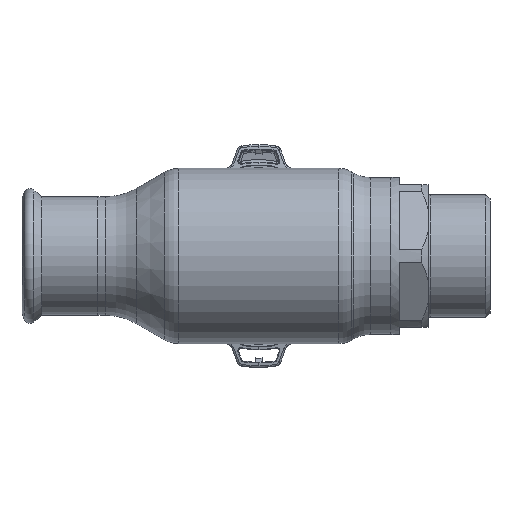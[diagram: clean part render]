
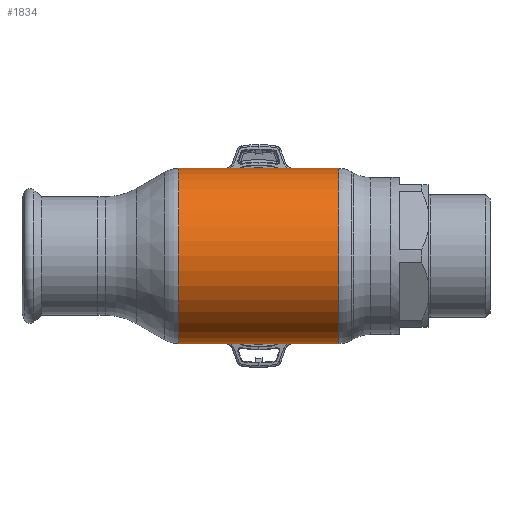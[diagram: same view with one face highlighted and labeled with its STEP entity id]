
A CAD part, front view. The second image highlights one B-rep face of the part: STEP entity #1834.
In plain terms, the highlighted cylindrical face has radius 42.5 mm (diameter 85 mm), a partial arc.
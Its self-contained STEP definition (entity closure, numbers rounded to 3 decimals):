
#20 = LINE ( 'NONE', #12960, #23182 ) ;
#1112 = AXIS2_PLACEMENT_3D ( 'NONE', #32364, #14164, #6525 ) ;
#1430 = CARTESIAN_POINT ( 'NONE',  ( -38.749, 0., -42.5 ) ) ;
#1631 = FACE_OUTER_BOUND ( 'NONE', #24302, .T. ) ;
#1834 = ADVANCED_FACE ( 'NONE', ( #1631 ), #14363, .T. ) ;
#3359 = VERTEX_POINT ( 'NONE', #16512 ) ;
#3727 = AXIS2_PLACEMENT_3D ( 'NONE', #12846, #9930, #10612 ) ;
#3845 = EDGE_CURVE ( 'NONE', #30594, #3359, #14209, .T. ) ;
#3905 = ORIENTED_EDGE ( 'NONE', *, *, #13926, .T. ) ;
#5378 = VERTEX_POINT ( 'NONE', #10094 ) ;
#6096 = LINE ( 'NONE', #13745, #18736 ) ;
#6525 = DIRECTION ( 'NONE',  ( 0., 0., 1. ) ) ;
#8334 = DIRECTION ( 'NONE',  ( -1., 0., 0. ) ) ;
#9930 = DIRECTION ( 'NONE',  ( -1., 0., 0. ) ) ;
#10094 = CARTESIAN_POINT ( 'NONE',  ( 38.749, 0., -42.5 ) ) ;
#10540 = DIRECTION ( 'NONE',  ( -1., 0., 0. ) ) ;
#10612 = DIRECTION ( 'NONE',  ( 0., 0., 1. ) ) ;
#11572 = EDGE_CURVE ( 'NONE', #19972, #3359, #6096, .T. ) ;
#12846 = CARTESIAN_POINT ( 'NONE',  ( -62.69, 0., 0. ) ) ;
#12960 = CARTESIAN_POINT ( 'NONE',  ( -62.69, 0., -42.5 ) ) ;
#13137 = AXIS2_PLACEMENT_3D ( 'NONE', #15289, #10540, #20845 ) ;
#13358 = ORIENTED_EDGE ( 'NONE', *, *, #11572, .T. ) ;
#13745 = CARTESIAN_POINT ( 'NONE',  ( -62.69, 0., 42.5 ) ) ;
#13926 = EDGE_CURVE ( 'NONE', #5378, #19972, #18431, .T. ) ;
#14080 = DIRECTION ( 'NONE',  ( -1., 0., 0. ) ) ;
#14164 = DIRECTION ( 'NONE',  ( -1., 0., 0. ) ) ;
#14209 = CIRCLE ( 'NONE', #13137, 42.5 ) ;
#14363 = CYLINDRICAL_SURFACE ( 'NONE', #3727, 42.5 ) ;
#15289 = CARTESIAN_POINT ( 'NONE',  ( -38.749, 0., 0. ) ) ;
#15366 = ORIENTED_EDGE ( 'NONE', *, *, #21782, .F. ) ;
#16512 = CARTESIAN_POINT ( 'NONE',  ( -38.749, 0., 42.5 ) ) ;
#18431 = CIRCLE ( 'NONE', #1112, 42.5 ) ;
#18736 = VECTOR ( 'NONE', #14080, 1000. ) ;
#19972 = VERTEX_POINT ( 'NONE', #21207 ) ;
#20845 = DIRECTION ( 'NONE',  ( 0., 0., 1. ) ) ;
#21207 = CARTESIAN_POINT ( 'NONE',  ( 38.749, 0., 42.5 ) ) ;
#21782 = EDGE_CURVE ( 'NONE', #5378, #30594, #20, .T. ) ;
#21832 = ORIENTED_EDGE ( 'NONE', *, *, #3845, .F. ) ;
#23182 = VECTOR ( 'NONE', #8334, 1000. ) ;
#24302 = EDGE_LOOP ( 'NONE', ( #15366, #3905, #13358, #21832 ) ) ;
#30594 = VERTEX_POINT ( 'NONE', #1430 ) ;
#32364 = CARTESIAN_POINT ( 'NONE',  ( 38.749, 0., 0. ) ) ;
